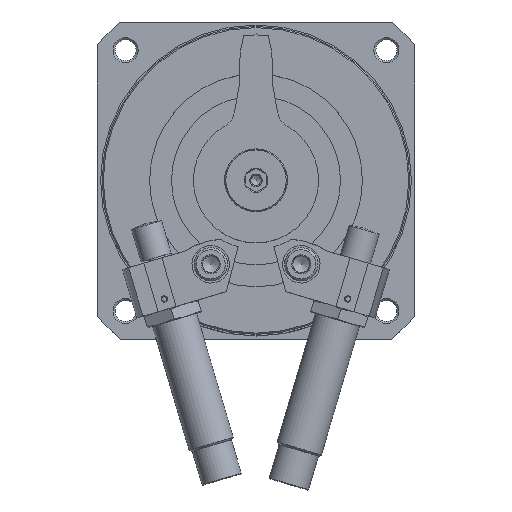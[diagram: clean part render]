
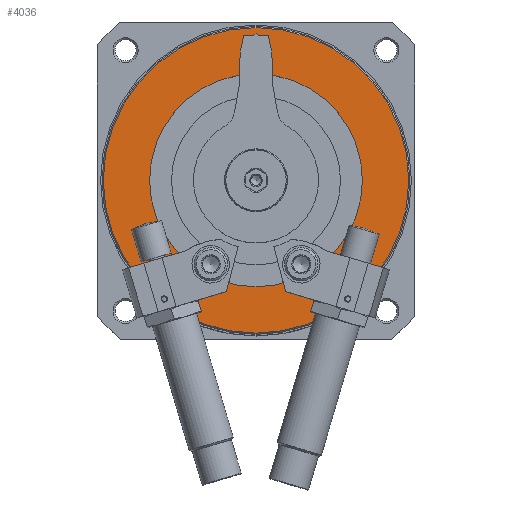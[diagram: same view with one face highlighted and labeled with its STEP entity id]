
A CAD part, top view. The second image highlights one B-rep face of the part: STEP entity #4036.
In plain terms, the highlighted face is planar.
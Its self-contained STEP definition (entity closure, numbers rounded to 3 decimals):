
#837=ORIENTED_EDGE('',*,*,#1842,.F.);
#838=ORIENTED_EDGE('',*,*,#1843,.T.);
#1842=EDGE_CURVE('',#2355,#2355,#2744,.T.);
#1843=EDGE_CURVE('',#2356,#2356,#2745,.T.);
#2355=VERTEX_POINT('',#6484);
#2356=VERTEX_POINT('',#6486);
#2744=CIRCLE('',#4456,73.2);
#2745=CIRCLE('',#4457,51.);
#3024=EDGE_LOOP('',(#837));
#3025=EDGE_LOOP('',(#838));
#3481=FACE_BOUND('',#3024,.T.);
#3482=FACE_BOUND('',#3025,.T.);
#3902=PLANE('',#4455);
#4036=ADVANCED_FACE('',(#3481,#3482),#3902,.F.);
#4455=AXIS2_PLACEMENT_3D('',#6482,#5098,#5099);
#4456=AXIS2_PLACEMENT_3D('',#6483,#5100,#5101);
#4457=AXIS2_PLACEMENT_3D('',#6485,#5102,#5103);
#5098=DIRECTION('',(1.,0.,0.));
#5099=DIRECTION('',(0.,0.,-1.));
#5100=DIRECTION('',(1.,0.,0.));
#5101=DIRECTION('',(0.,0.,-1.));
#5102=DIRECTION('',(1.,0.,0.));
#5103=DIRECTION('',(0.,0.,-1.));
#6482=CARTESIAN_POINT('',(-84.,0.,0.));
#6483=CARTESIAN_POINT('',(-84.,0.,0.));
#6484=CARTESIAN_POINT('',(-84.,0.,-73.2));
#6485=CARTESIAN_POINT('',(-84.,0.,0.));
#6486=CARTESIAN_POINT('',(-84.,0.,-51.));
